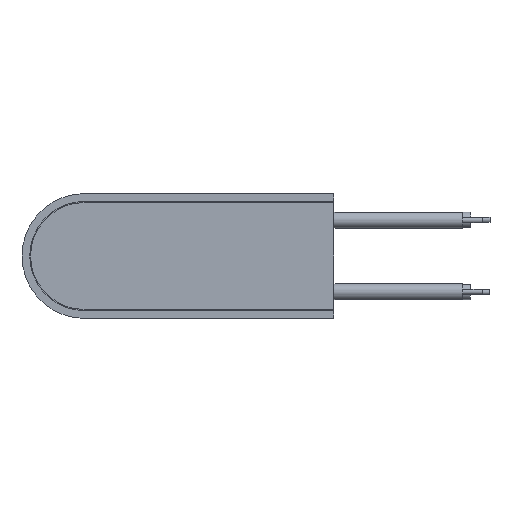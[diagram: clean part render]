
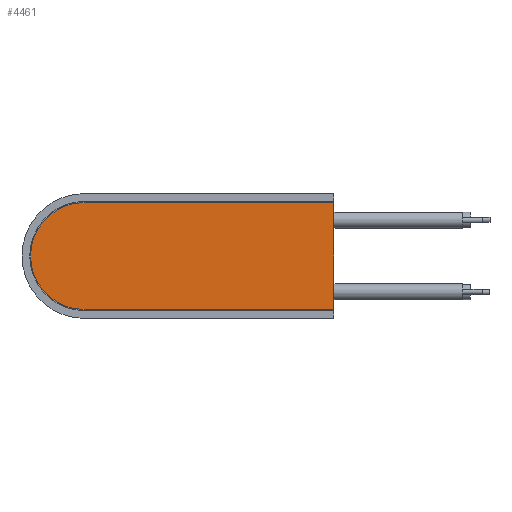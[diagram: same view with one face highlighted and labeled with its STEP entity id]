
A CAD part, left-side view. The second image highlights one B-rep face of the part: STEP entity #4461.
In plain terms, the highlighted face is planar.
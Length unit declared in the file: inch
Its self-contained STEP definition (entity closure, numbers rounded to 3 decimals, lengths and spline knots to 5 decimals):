
#122 = EDGE_CURVE ( 'NONE', #2472, #3130, #4426, .T. ) ;
#172 = CARTESIAN_POINT ( 'NONE',  ( -0.137, 0.143, -0.641 ) ) ;
#347 = DIRECTION ( 'NONE',  ( 0., 0., -1. ) ) ;
#481 = DIRECTION ( 'NONE',  ( 0., 1., 0. ) ) ;
#537 = AXIS2_PLACEMENT_3D ( 'NONE', #4881, #3738, #3178 ) ;
#762 = LINE ( 'NONE', #172, #2334 ) ;
#898 = AXIS2_PLACEMENT_3D ( 'NONE', #1066, #481, #5514 ) ;
#934 = CARTESIAN_POINT ( 'NONE',  ( 0.137, 0.143, -0.641 ) ) ;
#1066 = CARTESIAN_POINT ( 'NONE',  ( 0., 0.143, -0.641 ) ) ;
#1183 = FACE_OUTER_BOUND ( 'NONE', #3699, .T. ) ;
#1280 = EDGE_CURVE ( 'NONE', #3029, #3306, #5446, .T. ) ;
#1513 = LINE ( 'NONE', #934, #3555 ) ;
#1597 = CARTESIAN_POINT ( 'NONE',  ( 0.137, 0.143, 0. ) ) ;
#1647 = PLANE ( 'NONE',  #898 ) ;
#1675 = CARTESIAN_POINT ( 'NONE',  ( 0.137, 0.143, -0.641 ) ) ;
#1950 = EDGE_CURVE ( 'NONE', #3130, #3029, #762, .T. ) ;
#1999 = ORIENTED_EDGE ( 'NONE', *, *, #122, .T. ) ;
#2010 = EDGE_CURVE ( 'NONE', #3306, #2472, #1513, .T. ) ;
#2334 = VECTOR ( 'NONE', #5201, 39.37008 ) ;
#2366 = VECTOR ( 'NONE', #4284, 39.37008 ) ;
#2472 = VERTEX_POINT ( 'NONE', #1675 ) ;
#2621 = CARTESIAN_POINT ( 'NONE',  ( -0.137, 0.143, -0.641 ) ) ;
#3029 = VERTEX_POINT ( 'NONE', #4734 ) ;
#3130 = VERTEX_POINT ( 'NONE', #2621 ) ;
#3178 = DIRECTION ( 'NONE',  ( 0., 0., 1. ) ) ;
#3306 = VERTEX_POINT ( 'NONE', #1597 ) ;
#3555 = VECTOR ( 'NONE', #347, 39.37008 ) ;
#3699 = EDGE_LOOP ( 'NONE', ( #4970, #3971, #3827, #1999 ) ) ;
#3738 = DIRECTION ( 'NONE',  ( 0., 1., 0. ) ) ;
#3827 = ORIENTED_EDGE ( 'NONE', *, *, #2010, .T. ) ;
#3971 = ORIENTED_EDGE ( 'NONE', *, *, #1280, .T. ) ;
#4284 = DIRECTION ( 'NONE',  ( 1., 0., 0. ) ) ;
#4426 = CIRCLE ( 'NONE', #537, 0.137 ) ;
#4461 = ADVANCED_FACE ( 'NONE', ( #1183 ), #1647, .T. ) ;
#4734 = CARTESIAN_POINT ( 'NONE',  ( -0.137, 0.143, 0. ) ) ;
#4855 = CARTESIAN_POINT ( 'NONE',  ( 0., 0.143, 0. ) ) ;
#4881 = CARTESIAN_POINT ( 'NONE',  ( 0., 0.143, -0.641 ) ) ;
#4970 = ORIENTED_EDGE ( 'NONE', *, *, #1950, .T. ) ;
#5201 = DIRECTION ( 'NONE',  ( 0., 0., 1. ) ) ;
#5446 = LINE ( 'NONE', #4855, #2366 ) ;
#5514 = DIRECTION ( 'NONE',  ( 0., 0., 1. ) ) ;
